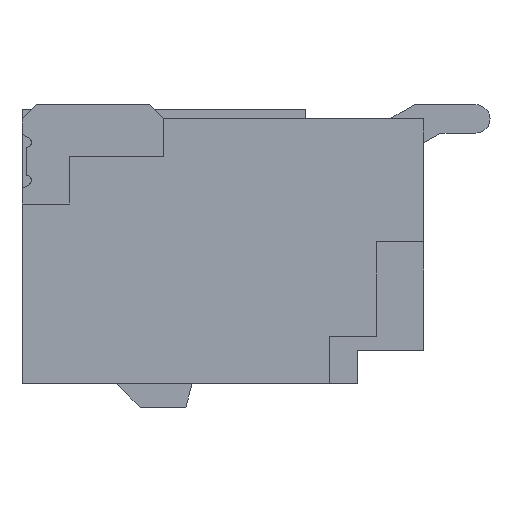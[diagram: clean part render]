
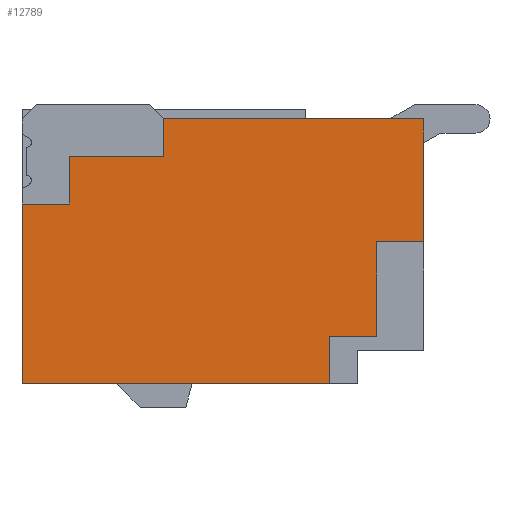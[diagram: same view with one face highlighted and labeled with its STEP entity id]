
A CAD part, left-side view. The second image highlights one B-rep face of the part: STEP entity #12789.
In plain terms, the highlighted planar face has unit normal (-1, 0, 0).
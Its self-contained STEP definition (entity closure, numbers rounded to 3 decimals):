
#3354=ORIENTED_EDGE('',*,*,#5609,.F.);
#3355=ORIENTED_EDGE('',*,*,#5202,.F.);
#3356=ORIENTED_EDGE('',*,*,#5853,.F.);
#3357=ORIENTED_EDGE('',*,*,#5207,.F.);
#3358=ORIENTED_EDGE('',*,*,#5854,.F.);
#3359=ORIENTED_EDGE('',*,*,#5834,.F.);
#3360=ORIENTED_EDGE('',*,*,#5214,.T.);
#3361=ORIENTED_EDGE('',*,*,#5855,.F.);
#3362=ORIENTED_EDGE('',*,*,#5191,.F.);
#3363=ORIENTED_EDGE('',*,*,#5856,.F.);
#3364=ORIENTED_EDGE('',*,*,#5184,.F.);
#3365=ORIENTED_EDGE('',*,*,#5285,.T.);
#5184=EDGE_CURVE('',#6713,#6714,#8098,.T.);
#5191=EDGE_CURVE('',#6720,#6721,#8105,.T.);
#5202=EDGE_CURVE('',#6731,#6732,#8116,.T.);
#5207=EDGE_CURVE('',#6736,#6737,#8121,.T.);
#5214=EDGE_CURVE('',#6744,#6743,#8128,.T.);
#5285=EDGE_CURVE('',#6713,#6814,#8199,.T.);
#5609=EDGE_CURVE('',#6732,#6814,#8523,.T.);
#5834=EDGE_CURVE('',#6744,#7185,#8748,.T.);
#5853=EDGE_CURVE('',#6737,#6731,#8767,.T.);
#5854=EDGE_CURVE('',#7185,#6736,#8768,.T.);
#5855=EDGE_CURVE('',#6721,#6743,#8769,.T.);
#5856=EDGE_CURVE('',#6714,#6720,#8770,.T.);
#6713=VERTEX_POINT('',#19288);
#6714=VERTEX_POINT('',#19290);
#6720=VERTEX_POINT('',#19303);
#6721=VERTEX_POINT('',#19305);
#6731=VERTEX_POINT('',#19327);
#6732=VERTEX_POINT('',#19329);
#6736=VERTEX_POINT('',#19338);
#6737=VERTEX_POINT('',#19340);
#6743=VERTEX_POINT('',#19353);
#6744=VERTEX_POINT('',#19355);
#6814=VERTEX_POINT('',#19508);
#7185=VERTEX_POINT('',#20512);
#8098=LINE('',#19289,#9758);
#8105=LINE('',#19304,#9765);
#8116=LINE('',#19328,#9776);
#8121=LINE('',#19339,#9781);
#8128=LINE('',#19354,#9788);
#8199=LINE('',#19509,#9859);
#8523=LINE('',#20160,#10183);
#8748=LINE('',#20511,#10408);
#8767=LINE('',#20546,#10427);
#8768=LINE('',#20547,#10428);
#8769=LINE('',#20548,#10429);
#8770=LINE('',#20549,#10430);
#9758=VECTOR('',#15817,1000.);
#9765=VECTOR('',#15826,1000.);
#9776=VECTOR('',#15841,1000.);
#9781=VECTOR('',#15848,1000.);
#9788=VECTOR('',#15857,1000.);
#9859=VECTOR('',#15954,1000.);
#10183=VECTOR('',#16322,1000.);
#10408=VECTOR('',#16669,1000.);
#10427=VECTOR('',#16690,1000.);
#10428=VECTOR('',#16691,1000.);
#10429=VECTOR('',#16692,1000.);
#10430=VECTOR('',#16693,1000.);
#11035=EDGE_LOOP('',(#3354,#3355,#3356,#3357,#3358,#3359,#3360,#3361,#3362,
#3363,#3364,#3365));
#11661=FACE_BOUND('',#11035,.T.);
#12175=PLANE('',#13660);
#12789=ADVANCED_FACE('',(#11661),#12175,.F.);
#13660=AXIS2_PLACEMENT_3D('',#20545,#16688,#16689);
#15817=DIRECTION('',(0.,1.,0.));
#15826=DIRECTION('',(0.,1.,0.));
#15841=DIRECTION('',(0.,0.,1.));
#15848=DIRECTION('',(0.,0.,1.));
#15857=DIRECTION('',(0.,-1.,0.));
#15954=DIRECTION('',(0.,0.,1.));
#16322=DIRECTION('',(0.,-1.,0.));
#16669=DIRECTION('',(0.,0.,1.));
#16688=DIRECTION('',(1.,0.,0.));
#16689=DIRECTION('',(0.,0.,-1.));
#16690=DIRECTION('',(0.,-1.,0.));
#16691=DIRECTION('',(0.,-1.,0.));
#16692=DIRECTION('',(0.,0.,-1.));
#16693=DIRECTION('',(0.,0.,-1.));
#19288=CARTESIAN_POINT('',(-4.5,0.,0.05));
#19289=CARTESIAN_POINT('',(-4.5,0.,0.05));
#19290=CARTESIAN_POINT('',(-4.5,0.5,0.05));
#19303=CARTESIAN_POINT('',(-4.5,0.5,-0.95));
#19304=CARTESIAN_POINT('',(-4.5,0.5,-0.95));
#19305=CARTESIAN_POINT('',(-4.5,1.,-0.95));
#19327=CARTESIAN_POINT('',(-4.5,2.75,0.95));
#19328=CARTESIAN_POINT('',(-4.5,2.75,0.95));
#19329=CARTESIAN_POINT('',(-4.5,2.75,1.35));
#19338=CARTESIAN_POINT('',(-4.5,3.75,0.45));
#19339=CARTESIAN_POINT('',(-4.5,3.75,0.45));
#19340=CARTESIAN_POINT('',(-4.5,3.75,0.95));
#19353=CARTESIAN_POINT('',(-4.5,1.,-1.45));
#19354=CARTESIAN_POINT('',(-4.5,4.25,-1.45));
#19355=CARTESIAN_POINT('',(-4.5,4.25,-1.45));
#19508=CARTESIAN_POINT('',(-4.5,0.,1.35));
#19509=CARTESIAN_POINT('',(-4.5,0.,-1.45));
#20160=CARTESIAN_POINT('',(-4.5,4.25,1.35));
#20511=CARTESIAN_POINT('',(-4.5,4.25,-1.45));
#20512=CARTESIAN_POINT('',(-4.5,4.25,0.45));
#20545=CARTESIAN_POINT('',(-4.5,4.25,-1.45));
#20546=CARTESIAN_POINT('',(-4.5,3.75,0.95));
#20547=CARTESIAN_POINT('',(-4.5,4.25,0.45));
#20548=CARTESIAN_POINT('',(-4.5,1.,-0.95));
#20549=CARTESIAN_POINT('',(-4.5,0.5,0.05));
